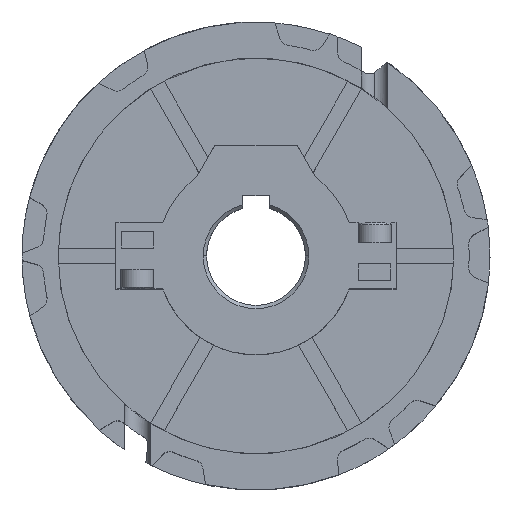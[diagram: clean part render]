
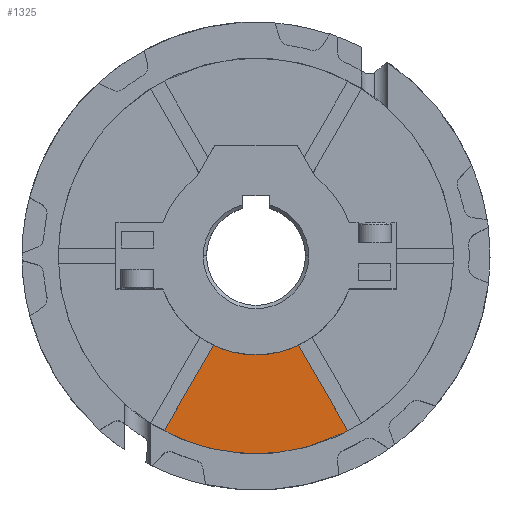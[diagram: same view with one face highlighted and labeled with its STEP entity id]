
A CAD part, top view. The second image highlights one B-rep face of the part: STEP entity #1325.
In plain terms, the highlighted planar face has unit normal (0, 0, 1).
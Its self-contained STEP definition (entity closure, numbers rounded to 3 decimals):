
#170 = EDGE_CURVE ( 'NONE', #795, #3804, #4328, .T. ) ;
#384 = EDGE_LOOP ( 'NONE', ( #1973, #3175, #7741, #3030 ) ) ;
#638 = CARTESIAN_POINT ( 'NONE',  ( -27.945, -53.152, 4.5 ) ) ;
#777 = VECTOR ( 'NONE', #4693, 1000. ) ;
#795 = VERTEX_POINT ( 'NONE', #4001 ) ;
#842 = CARTESIAN_POINT ( 'NONE',  ( 0., 0., 4.5 ) ) ;
#850 = CARTESIAN_POINT ( 'NONE',  ( 12.896, -27.087, 4.5 ) ) ;
#862 = DIRECTION ( 'NONE',  ( 1., 0., 0. ) ) ;
#1325 = ADVANCED_FACE ( 'Face4', ( #6940 ), #6118, .T. ) ;
#1811 = VECTOR ( 'NONE', #10562, 1000. ) ;
#1973 = ORIENTED_EDGE ( 'NONE', *, *, #8067, .T. ) ;
#2571 = CARTESIAN_POINT ( 'NONE',  ( 27.945, -53.152, 4.5 ) ) ;
#3030 = ORIENTED_EDGE ( 'NONE', *, *, #10438, .T. ) ;
#3175 = ORIENTED_EDGE ( 'NONE', *, *, #3371, .T. ) ;
#3371 = EDGE_CURVE ( 'NONE', #10830, #3804, #9643, .T. ) ;
#3599 = AXIS2_PLACEMENT_3D ( 'NONE', #4159, #6820, #7869 ) ;
#3727 = CIRCLE ( 'NONE', #10199, 60.05 ) ;
#3804 = VERTEX_POINT ( 'NONE', #850 ) ;
#4001 = CARTESIAN_POINT ( 'NONE',  ( -12.896, -27.087, 4.5 ) ) ;
#4159 = CARTESIAN_POINT ( 'NONE',  ( 0., 0., 4.5 ) ) ;
#4328 = CIRCLE ( 'NONE', #3599, 30. ) ;
#4693 = DIRECTION ( 'NONE',  ( -0.5, -0.866, 0. ) ) ;
#5848 = AXIS2_PLACEMENT_3D ( 'NONE', #842, #9495, #11338 ) ;
#6118 = PLANE ( 'NONE',  #5848 ) ;
#6472 = LINE ( 'NONE', #9033, #777 ) ;
#6820 = DIRECTION ( 'NONE',  ( 0., 0., 1. ) ) ;
#6940 = FACE_OUTER_BOUND ( 'NONE', #384, .T. ) ;
#7076 = CARTESIAN_POINT ( 'NONE',  ( 0., 0., 4.5 ) ) ;
#7741 = ORIENTED_EDGE ( 'NONE', *, *, #170, .F. ) ;
#7869 = DIRECTION ( 'NONE',  ( 1., 0., 0. ) ) ;
#8067 = EDGE_CURVE ( 'Edge1', #8780, #10830, #3727, .T. ) ;
#8709 = CARTESIAN_POINT ( 'NONE',  ( -2.057, -1.187, 4.5 ) ) ;
#8780 = VERTEX_POINT ( 'NONE', #638 ) ;
#9033 = CARTESIAN_POINT ( 'NONE',  ( 2.057, -1.188, 4.5 ) ) ;
#9495 = DIRECTION ( 'NONE',  ( 0., 0., 1. ) ) ;
#9643 = LINE ( 'NONE', #8709, #1811 ) ;
#10199 = AXIS2_PLACEMENT_3D ( 'NONE', #7076, #10877, #862 ) ;
#10438 = EDGE_CURVE ( 'NONE', #795, #8780, #6472, .T. ) ;
#10562 = DIRECTION ( 'NONE',  ( -0.5, 0.866, 0. ) ) ;
#10830 = VERTEX_POINT ( 'NONE', #2571 ) ;
#10877 = DIRECTION ( 'NONE',  ( 0., 0., 1. ) ) ;
#11338 = DIRECTION ( 'NONE',  ( 1., 0., 0. ) ) ;
